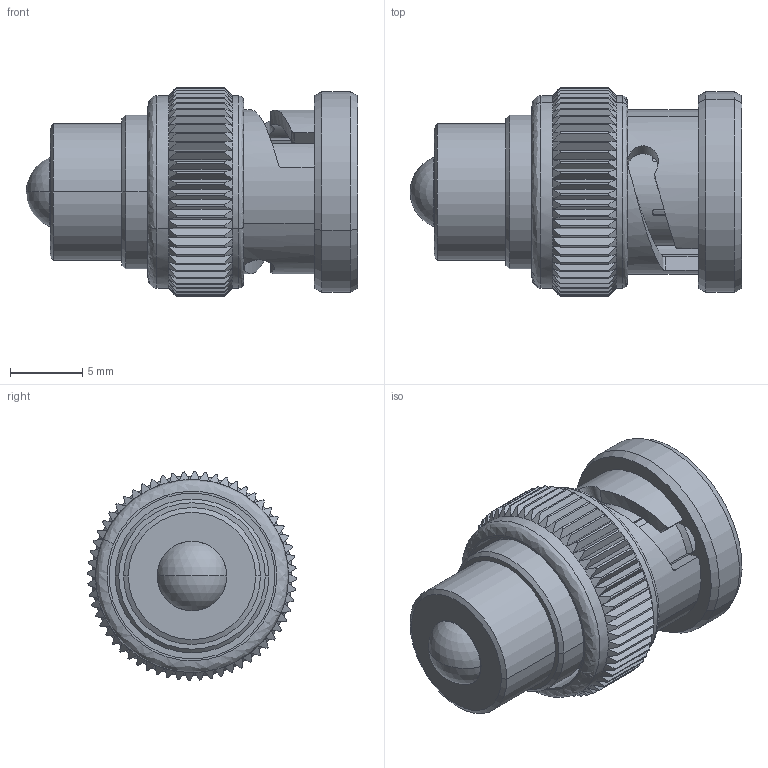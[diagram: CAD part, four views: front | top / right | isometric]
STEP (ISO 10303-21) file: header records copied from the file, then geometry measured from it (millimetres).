
FILE_DESCRIPTION (( 'STEP AP203' ), '1' );
FILE_NAME ('PE6156.step', '2019-08-27T14:48:43', ( '' ), ( '' ), 'SwSTEP 2.0', 'SolidWorks 2018', '' );
FILE_SCHEMA (( 'CONFIG_CONTROL_DESIGN' ));
Length unit declared in the file: inch
Products named in the file (1): PE6156
Bounding box: 23.03 x 14.48 x 14.48 mm (x, y, z)
Volume: 1968.1 mm3; surface area: 2358.8 mm2
Topology: 2 solids, 2 shells, 450 faces, 1032 edges, 597 vertices
Faces by surface type: plane 161, cone 153, cylinder 120, bspline 14, sphere 2
Entity records: 14455 total; most frequent: CARTESIAN_POINT 4692, ORIENTED_EDGE 2064, DIRECTION 1979, EDGE_CURVE 1032, AXIS2_PLACEMENT_3D 824, VERTEX_POINT 597, EDGE_LOOP 467, ADVANCED_FACE 450
